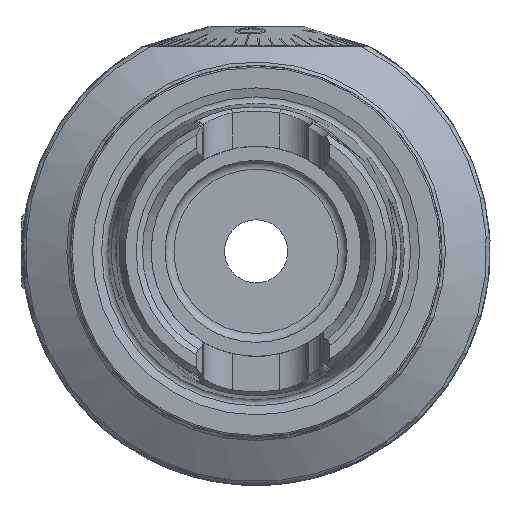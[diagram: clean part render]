
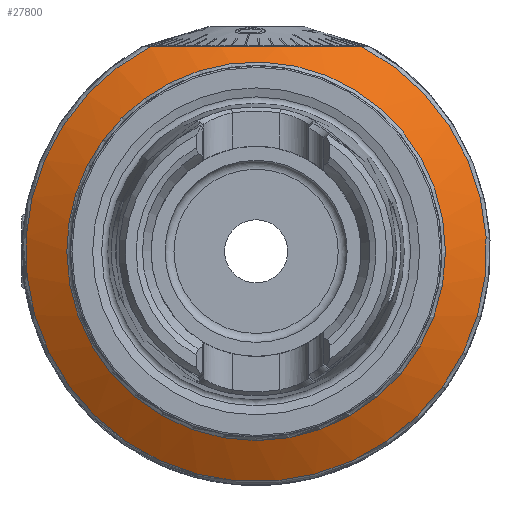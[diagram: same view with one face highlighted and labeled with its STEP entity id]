
A CAD part, left-side view. The second image highlights one B-rep face of the part: STEP entity #27800.
In plain terms, the highlighted conical face has half-angle 60 degrees and reference radius 31 mm.
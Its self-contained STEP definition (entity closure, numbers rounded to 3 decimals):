
#368 = CARTESIAN_POINT ( 'NONE',  ( 24.185, -8.333, 27.55 ) ) ;
#2650 = EDGE_LOOP ( 'NONE', ( #27444 ) ) ;
#3427 = CARTESIAN_POINT ( 'NONE',  ( 24.868, 11.908, 27.55 ) ) ;
#4486 = EDGE_CURVE ( 'NONE', #15477, #20068, #9790, .T. ) ;
#6225 = VERTEX_POINT ( 'NONE', #40639 ) ;
#6841 = CARTESIAN_POINT ( 'NONE',  ( 23.67, -4.777, 27.55 ) ) ;
#7386 = CARTESIAN_POINT ( 'NONE',  ( 25.479, 0., 0. ) ) ;
#7538 = DIRECTION ( 'NONE',  ( 1., 0., 0. ) ) ;
#9014 = DIRECTION ( 'NONE',  ( 1., 0., 0. ) ) ;
#9790 = CIRCLE ( 'NONE', #20501, 31. ) ;
#10385 = CARTESIAN_POINT ( 'NONE',  ( 24.367, 9.573, 27.55 ) ) ;
#10614 = CARTESIAN_POINT ( 'NONE',  ( 25.479, 14.213, 27.55 ) ) ;
#12825 = CONICAL_SURFACE ( 'NONE', #25449, 31., 1.047 ) ;
#13651 = CARTESIAN_POINT ( 'NONE',  ( 25.479, -14.213, 27.55 ) ) ;
#15477 = VERTEX_POINT ( 'NONE', #42299 ) ;
#15851 = DIRECTION ( 'NONE',  ( 0., 1., 0. ) ) ;
#16092 = EDGE_CURVE ( 'NONE', #6225, #6225, #38623, .T. ) ;
#16943 = CARTESIAN_POINT ( 'NONE',  ( 23.532, 2.395, 27.55 ) ) ;
#16949 = CARTESIAN_POINT ( 'NONE',  ( 22.289, 0., 0. ) ) ;
#17381 = CARTESIAN_POINT ( 'NONE',  ( 23.933, 6.6, 27.55 ) ) ;
#17798 = ORIENTED_EDGE ( 'NONE', *, *, #40751, .F. ) ;
#17934 = CARTESIAN_POINT ( 'NONE',  ( 25.479, 0., 0. ) ) ;
#20068 = VERTEX_POINT ( 'NONE', #10614 ) ;
#20436 = CARTESIAN_POINT ( 'NONE',  ( 23.487, -2.395, 27.55 ) ) ;
#20501 = AXIS2_PLACEMENT_3D ( 'NONE', #7386, #7538, #30847 ) ;
#20578 = CARTESIAN_POINT ( 'NONE',  ( 24.397, -9.516, 27.55 ) ) ;
#22752 = AXIS2_PLACEMENT_3D ( 'NONE', #16949, #40290, #23373 ) ;
#23373 = DIRECTION ( 'NONE',  ( 0., -1., 0. ) ) ;
#23510 = CARTESIAN_POINT ( 'NONE',  ( 23.856, 6.003, 27.55 ) ) ;
#23940 = CARTESIAN_POINT ( 'NONE',  ( 23.723, 4.802, 27.55 ) ) ;
#25342 = ORIENTED_EDGE ( 'NONE', *, *, #4486, .F. ) ;
#25449 = AXIS2_PLACEMENT_3D ( 'NONE', #17934, #9014, #15851 ) ;
#27079 = CARTESIAN_POINT ( 'NONE',  ( 23.667, 4.199, 27.55 ) ) ;
#27384 = CARTESIAN_POINT ( 'NONE',  ( 25.171, -13.051, 27.55 ) ) ;
#27444 = ORIENTED_EDGE ( 'NONE', *, *, #16092, .T. ) ;
#27800 = ADVANCED_FACE ( 'NONE', ( #42808, #39692 ), #12825, .T. ) ;
#30426 = CARTESIAN_POINT ( 'NONE',  ( 24.89, -11.877, 27.55 ) ) ;
#30758 = EDGE_LOOP ( 'NONE', ( #17798, #25342 ) ) ;
#30847 = DIRECTION ( 'NONE',  ( 0., 1., 0. ) ) ;
#38623 = CIRCLE ( 'NONE', #22752, 25.475 ) ;
#39692 = FACE_OUTER_BOUND ( 'NONE', #30758, .T. ) ;
#40290 = DIRECTION ( 'NONE',  ( 1., 0., 0. ) ) ;
#40561 = CARTESIAN_POINT ( 'NONE',  ( 25.479, 14.213, 27.55 ) ) ;
#40639 = CARTESIAN_POINT ( 'NONE',  ( 22.289, -25.475, 0. ) ) ;
#40751 = EDGE_CURVE ( 'NONE', #20068, #15477, #41900, .T. ) ;
#40853 = CARTESIAN_POINT ( 'NONE',  ( 23.487, 1.195, 27.55 ) ) ;
#41900 = B_SPLINE_CURVE_WITH_KNOTS ( 'NONE', 3,
 ( #40561, #3427, #10385, #17381, #23510, #23940, #27079, #16943, #40853, #20436, #6841, #368, #20578, #30426, #27384, #13651 ),
 .UNSPECIFIED., .F., .F.,
 ( 4, 2, 2, 2, 2, 2, 2, 4 ),
 ( 0.014, 0.021, 0.023, 0.025, 0.028, 0.036, 0.039, 0.043 ),
 .UNSPECIFIED. ) ;
#42299 = CARTESIAN_POINT ( 'NONE',  ( 25.479, -14.213, 27.55 ) ) ;
#42808 = FACE_BOUND ( 'NONE', #2650, .T. ) ;
